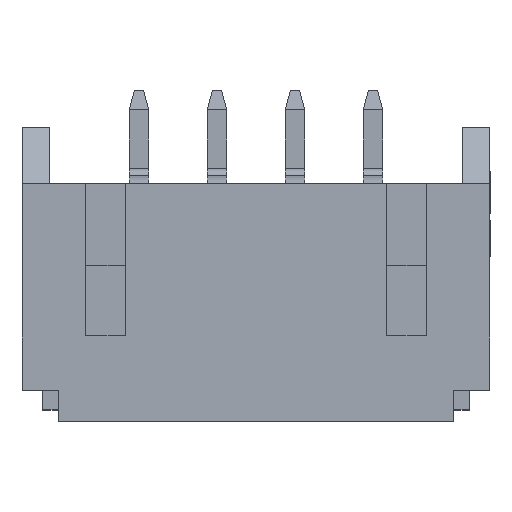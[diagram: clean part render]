
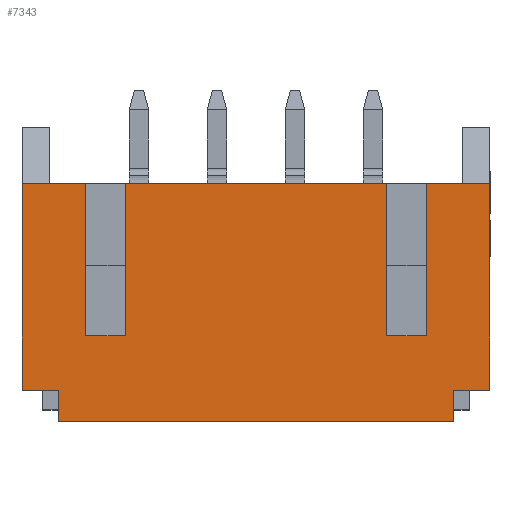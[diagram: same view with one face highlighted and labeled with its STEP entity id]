
A CAD part, top view. The second image highlights one B-rep face of the part: STEP entity #7343.
In plain terms, the highlighted planar face has unit normal (0, 0, 1).
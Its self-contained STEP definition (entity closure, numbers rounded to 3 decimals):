
#48 = EDGE_CURVE ( 'NONE', #19863, #10299, #7326, .T. ) ;
#49 = VECTOR ( 'NONE', #7645, 1000. ) ;
#239 = CARTESIAN_POINT ( 'NONE',  ( -6., -5.3, 2.75 ) ) ;
#351 = VERTEX_POINT ( 'NONE', #20961 ) ;
#704 = CARTESIAN_POINT ( 'NONE',  ( -4.37, 0., 2.75 ) ) ;
#727 = EDGE_CURVE ( 'NONE', #20937, #20505, #6787, .T. ) ;
#833 = EDGE_CURVE ( 'NONE', #17496, #16489, #17569, .T. ) ;
#879 = ORIENTED_EDGE ( 'NONE', *, *, #16356, .T. ) ;
#1186 = VECTOR ( 'NONE', #3894, 1000. ) ;
#1339 = VERTEX_POINT ( 'NONE', #239 ) ;
#1544 = VECTOR ( 'NONE', #14514, 1000. ) ;
#1795 = VECTOR ( 'NONE', #18233, 1000. ) ;
#2260 = DIRECTION ( 'NONE',  ( 0., 1., 0. ) ) ;
#2262 = ORIENTED_EDGE ( 'NONE', *, *, #833, .T. ) ;
#2671 = LINE ( 'NONE', #7749, #49 ) ;
#2697 = CARTESIAN_POINT ( 'NONE',  ( -5.07, -6.1, 2.75 ) ) ;
#2776 = ORIENTED_EDGE ( 'NONE', *, *, #5977, .T. ) ;
#2947 = DIRECTION ( 'NONE',  ( 0., 0., 1. ) ) ;
#3428 = VECTOR ( 'NONE', #5125, 1000. ) ;
#3880 = CARTESIAN_POINT ( 'NONE',  ( -6., -6.1, 2.75 ) ) ;
#3894 = DIRECTION ( 'NONE',  ( 1., 0., 0. ) ) ;
#4059 = DIRECTION ( 'NONE',  ( 1., 0., 0. ) ) ;
#4078 = AXIS2_PLACEMENT_3D ( 'NONE', #19485, #2947, #11493 ) ;
#4344 = CARTESIAN_POINT ( 'NONE',  ( -6., 0., 2.75 ) ) ;
#4561 = CARTESIAN_POINT ( 'NONE',  ( 3.35, -3.9, 2.75 ) ) ;
#4808 = EDGE_CURVE ( 'NONE', #8049, #1339, #6983, .T. ) ;
#4931 = CARTESIAN_POINT ( 'NONE',  ( 5.07, -5.3, 2.75 ) ) ;
#4942 = CARTESIAN_POINT ( 'NONE',  ( -5.07, -5.3, 2.75 ) ) ;
#5027 = EDGE_CURVE ( 'NONE', #6919, #16615, #19988, .T. ) ;
#5125 = DIRECTION ( 'NONE',  ( -1., 0., 0. ) ) ;
#5351 = ORIENTED_EDGE ( 'NONE', *, *, #6485, .F. ) ;
#5352 = LINE ( 'NONE', #704, #20495 ) ;
#5568 = VECTOR ( 'NONE', #13861, 1000. ) ;
#5774 = DIRECTION ( 'NONE',  ( 0., 1., 0. ) ) ;
#5959 = VECTOR ( 'NONE', #13462, 1000. ) ;
#5967 = FACE_OUTER_BOUND ( 'NONE', #13062, .T. ) ;
#5977 = EDGE_CURVE ( 'NONE', #8361, #20937, #17010, .T. ) ;
#6108 = CARTESIAN_POINT ( 'NONE',  ( 5.07, -6.1, 2.75 ) ) ;
#6169 = LINE ( 'NONE', #7911, #17325 ) ;
#6485 = EDGE_CURVE ( 'NONE', #8685, #15030, #9584, .T. ) ;
#6490 = ORIENTED_EDGE ( 'NONE', *, *, #13078, .F. ) ;
#6530 = DIRECTION ( 'NONE',  ( 1., 0., 0. ) ) ;
#6716 = ORIENTED_EDGE ( 'NONE', *, *, #5027, .T. ) ;
#6779 = ORIENTED_EDGE ( 'NONE', *, *, #10911, .F. ) ;
#6787 = LINE ( 'NONE', #20372, #5959 ) ;
#6919 = VERTEX_POINT ( 'NONE', #16521 ) ;
#6983 = LINE ( 'NONE', #10033, #3428 ) ;
#7027 = ORIENTED_EDGE ( 'NONE', *, *, #7049, .F. ) ;
#7049 = EDGE_CURVE ( 'NONE', #1339, #8685, #13804, .T. ) ;
#7107 = ORIENTED_EDGE ( 'NONE', *, *, #14486, .F. ) ;
#7319 = VERTEX_POINT ( 'NONE', #12353 ) ;
#7326 = LINE ( 'NONE', #13891, #9067 ) ;
#7343 = ADVANCED_FACE ( 'NONE', ( #5967 ), #14072, .T. ) ;
#7626 = CARTESIAN_POINT ( 'NONE',  ( -10.628, -5.3, 2.75 ) ) ;
#7645 = DIRECTION ( 'NONE',  ( 1., 0., 0. ) ) ;
#7659 = CARTESIAN_POINT ( 'NONE',  ( 3.35, 0., 2.75 ) ) ;
#7749 = CARTESIAN_POINT ( 'NONE',  ( -3.35, -3.9, 2.75 ) ) ;
#7863 = LINE ( 'NONE', #7659, #18952 ) ;
#7911 = CARTESIAN_POINT ( 'NONE',  ( -5.07, -6.1, 2.75 ) ) ;
#8049 = VERTEX_POINT ( 'NONE', #4942 ) ;
#8361 = VERTEX_POINT ( 'NONE', #19407 ) ;
#8685 = VERTEX_POINT ( 'NONE', #4344 ) ;
#8890 = LINE ( 'NONE', #18707, #1186 ) ;
#9067 = VECTOR ( 'NONE', #4059, 1000. ) ;
#9332 = CARTESIAN_POINT ( 'NONE',  ( 5.07, -6.1, 2.75 ) ) ;
#9547 = ORIENTED_EDGE ( 'NONE', *, *, #4808, .F. ) ;
#9584 = LINE ( 'NONE', #11405, #19558 ) ;
#9727 = CARTESIAN_POINT ( 'NONE',  ( -6., -6.1, 2.75 ) ) ;
#9811 = CARTESIAN_POINT ( 'NONE',  ( 3.35, 0., 2.75 ) ) ;
#9911 = CARTESIAN_POINT ( 'NONE',  ( -4.37, 0., 2.75 ) ) ;
#10008 = CARTESIAN_POINT ( 'NONE',  ( -3.35, 0., 2.75 ) ) ;
#10033 = CARTESIAN_POINT ( 'NONE',  ( 0.488, -5.3, 2.75 ) ) ;
#10062 = EDGE_CURVE ( 'NONE', #18587, #17496, #11645, .T. ) ;
#10299 = VERTEX_POINT ( 'NONE', #9811 ) ;
#10363 = DIRECTION ( 'NONE',  ( 0., -1., 0. ) ) ;
#10609 = CARTESIAN_POINT ( 'NONE',  ( -3.35, 0., 2.75 ) ) ;
#10809 = ORIENTED_EDGE ( 'NONE', *, *, #727, .T. ) ;
#10911 = EDGE_CURVE ( 'NONE', #18587, #8049, #6169, .T. ) ;
#10984 = LINE ( 'NONE', #7626, #1544 ) ;
#11178 = ORIENTED_EDGE ( 'NONE', *, *, #18012, .F. ) ;
#11189 = LINE ( 'NONE', #10008, #12557 ) ;
#11405 = CARTESIAN_POINT ( 'NONE',  ( -6., 0., 2.75 ) ) ;
#11493 = DIRECTION ( 'NONE',  ( 1., 0., 0. ) ) ;
#11645 = LINE ( 'NONE', #9727, #1795 ) ;
#11847 = VECTOR ( 'NONE', #5774, 1000. ) ;
#12353 = CARTESIAN_POINT ( 'NONE',  ( -3.35, -3.9, 2.75 ) ) ;
#12557 = VECTOR ( 'NONE', #18081, 1000. ) ;
#12573 = CARTESIAN_POINT ( 'NONE',  ( 4.37, 0., 2.75 ) ) ;
#13062 = EDGE_LOOP ( 'NONE', ( #10809, #879, #15731, #6490, #11178, #7107, #5351, #7027, #9547, #6779, #18694, #2262, #13399, #6716, #15262, #2776 ) ) ;
#13078 = EDGE_CURVE ( 'NONE', #7319, #19863, #11189, .T. ) ;
#13399 = ORIENTED_EDGE ( 'NONE', *, *, #21086, .T. ) ;
#13462 = DIRECTION ( 'NONE',  ( -1., 0., 0. ) ) ;
#13804 = LINE ( 'NONE', #3880, #14380 ) ;
#13861 = DIRECTION ( 'NONE',  ( 0., -1., 0. ) ) ;
#13891 = CARTESIAN_POINT ( 'NONE',  ( -6., 0., 2.75 ) ) ;
#14072 = PLANE ( 'NONE',  #4078 ) ;
#14380 = VECTOR ( 'NONE', #2260, 1000. ) ;
#14486 = EDGE_CURVE ( 'NONE', #15030, #351, #5352, .T. ) ;
#14514 = DIRECTION ( 'NONE',  ( 1., 0., 0. ) ) ;
#15030 = VERTEX_POINT ( 'NONE', #9911 ) ;
#15262 = ORIENTED_EDGE ( 'NONE', *, *, #19883, .F. ) ;
#15365 = DIRECTION ( 'NONE',  ( 0., 1., 0. ) ) ;
#15618 = CARTESIAN_POINT ( 'NONE',  ( 4.37, -3.9, 2.75 ) ) ;
#15731 = ORIENTED_EDGE ( 'NONE', *, *, #48, .F. ) ;
#16356 = EDGE_CURVE ( 'NONE', #20505, #10299, #7863, .T. ) ;
#16489 = VERTEX_POINT ( 'NONE', #4931 ) ;
#16521 = CARTESIAN_POINT ( 'NONE',  ( 6., -5.3, 2.75 ) ) ;
#16546 = VECTOR ( 'NONE', #15365, 1000. ) ;
#16615 = VERTEX_POINT ( 'NONE', #17034 ) ;
#17010 = LINE ( 'NONE', #12573, #5568 ) ;
#17034 = CARTESIAN_POINT ( 'NONE',  ( 6., 0., 2.75 ) ) ;
#17091 = CARTESIAN_POINT ( 'NONE',  ( 6., -6.1, 2.75 ) ) ;
#17325 = VECTOR ( 'NONE', #19358, 1000. ) ;
#17496 = VERTEX_POINT ( 'NONE', #9332 ) ;
#17569 = LINE ( 'NONE', #6108, #11847 ) ;
#18012 = EDGE_CURVE ( 'NONE', #351, #7319, #2671, .T. ) ;
#18081 = DIRECTION ( 'NONE',  ( 0., 1., 0. ) ) ;
#18233 = DIRECTION ( 'NONE',  ( 1., 0., 0. ) ) ;
#18587 = VERTEX_POINT ( 'NONE', #2697 ) ;
#18694 = ORIENTED_EDGE ( 'NONE', *, *, #10062, .T. ) ;
#18707 = CARTESIAN_POINT ( 'NONE',  ( -6., 0., 2.75 ) ) ;
#18952 = VECTOR ( 'NONE', #19000, 1000. ) ;
#19000 = DIRECTION ( 'NONE',  ( 0., 1., 0. ) ) ;
#19358 = DIRECTION ( 'NONE',  ( 0., 1., 0. ) ) ;
#19407 = CARTESIAN_POINT ( 'NONE',  ( 4.37, 0., 2.75 ) ) ;
#19485 = CARTESIAN_POINT ( 'NONE',  ( -6., -6.1, 2.75 ) ) ;
#19558 = VECTOR ( 'NONE', #6530, 1000. ) ;
#19863 = VERTEX_POINT ( 'NONE', #10609 ) ;
#19883 = EDGE_CURVE ( 'NONE', #8361, #16615, #8890, .T. ) ;
#19988 = LINE ( 'NONE', #17091, #16546 ) ;
#20372 = CARTESIAN_POINT ( 'NONE',  ( 3.35, -3.9, 2.75 ) ) ;
#20495 = VECTOR ( 'NONE', #10363, 1000. ) ;
#20505 = VERTEX_POINT ( 'NONE', #4561 ) ;
#20937 = VERTEX_POINT ( 'NONE', #15618 ) ;
#20961 = CARTESIAN_POINT ( 'NONE',  ( -4.37, -3.9, 2.75 ) ) ;
#21086 = EDGE_CURVE ( 'NONE', #16489, #6919, #10984, .T. ) ;
